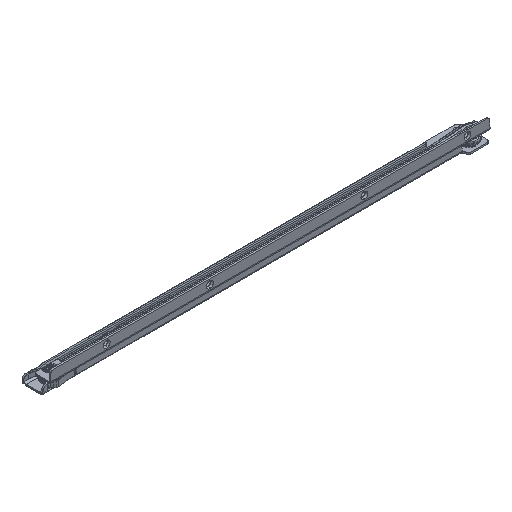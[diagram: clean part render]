
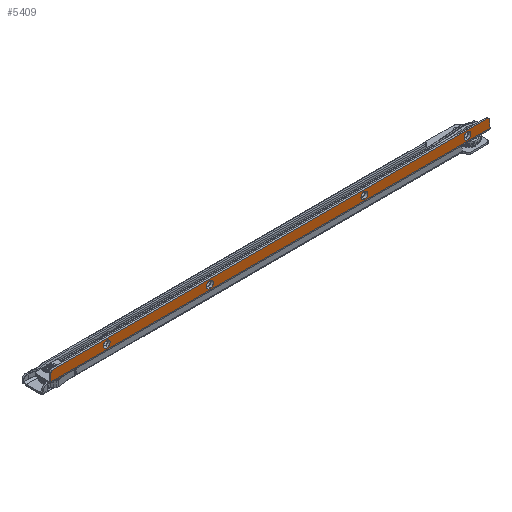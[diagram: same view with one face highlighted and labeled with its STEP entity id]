
A CAD part, isometric view. The second image highlights one B-rep face of the part: STEP entity #5409.
In plain terms, the highlighted planar face has unit normal (0, -1, 0).
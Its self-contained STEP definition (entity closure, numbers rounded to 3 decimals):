
#123 = CIRCLE ( 'NONE', #9963, 4.25 ) ;
#200 = CARTESIAN_POINT ( 'NONE',  ( 0., -8.95, 12.826 ) ) ;
#403 = AXIS2_PLACEMENT_3D ( 'NONE', #16781, #4668, #15623 ) ;
#583 = LINE ( 'NONE', #8521, #6221 ) ;
#777 = ORIENTED_EDGE ( 'NONE', *, *, #7598, .T. ) ;
#924 = AXIS2_PLACEMENT_3D ( 'NONE', #12548, #10246, #15663 ) ;
#1225 = DIRECTION ( 'NONE',  ( 0., -1., 0. ) ) ;
#1314 = EDGE_LOOP ( 'NONE', ( #16169, #6318 ) ) ;
#1611 = CARTESIAN_POINT ( 'NONE',  ( 517.5, -8.95, 10.75 ) ) ;
#1695 = ORIENTED_EDGE ( 'NONE', *, *, #10823, .F. ) ;
#1778 = CIRCLE ( 'NONE', #10776, 4.25 ) ;
#2200 = CARTESIAN_POINT ( 'NONE',  ( 0., -8.95, 0.5 ) ) ;
#2273 = CARTESIAN_POINT ( 'NONE',  ( 197.5, -8.95, 6.5 ) ) ;
#2279 = FACE_OUTER_BOUND ( 'NONE', #5435, .T. ) ;
#2414 = VERTEX_POINT ( 'NONE', #3429 ) ;
#2429 = DIRECTION ( 'NONE',  ( 0., 1., 0. ) ) ;
#2535 = CARTESIAN_POINT ( 'NONE',  ( 197.5, -8.95, 6.5 ) ) ;
#2772 = EDGE_CURVE ( 'NONE', #7519, #16611, #583, .T. ) ;
#2877 = ORIENTED_EDGE ( 'NONE', *, *, #4208, .T. ) ;
#2890 = CARTESIAN_POINT ( 'NONE',  ( 545.5, -8.95, 0.5 ) ) ;
#2917 = CIRCLE ( 'NONE', #924, 4.25 ) ;
#2969 = LINE ( 'NONE', #16138, #3206 ) ;
#3100 = DIRECTION ( 'NONE',  ( 0., 0., -1. ) ) ;
#3114 = LINE ( 'NONE', #200, #13578 ) ;
#3206 = VECTOR ( 'NONE', #8145, 1000. ) ;
#3214 = VECTOR ( 'NONE', #17052, 1000. ) ;
#3298 = DIRECTION ( 'NONE',  ( 0., 1., 0. ) ) ;
#3429 = CARTESIAN_POINT ( 'NONE',  ( 517.5, -8.95, 2.25 ) ) ;
#3780 = VERTEX_POINT ( 'NONE', #15577 ) ;
#3786 = FACE_BOUND ( 'NONE', #11902, .T. ) ;
#3922 = CARTESIAN_POINT ( 'NONE',  ( 389.5, -8.95, 6.5 ) ) ;
#3974 = VERTEX_POINT ( 'NONE', #5316 ) ;
#4132 = VECTOR ( 'NONE', #6759, 1000. ) ;
#4208 = EDGE_CURVE ( 'NONE', #14930, #12635, #14138, .T. ) ;
#4353 = ORIENTED_EDGE ( 'NONE', *, *, #2772, .F. ) ;
#4438 = VERTEX_POINT ( 'NONE', #10723 ) ;
#4593 = CIRCLE ( 'NONE', #13851, 4.25 ) ;
#4596 = CIRCLE ( 'NONE', #11329, 4.25 ) ;
#4647 = CARTESIAN_POINT ( 'NONE',  ( 545.5, -8.95, 8.826 ) ) ;
#4668 = DIRECTION ( 'NONE',  ( 0., 1., 0. ) ) ;
#4870 = AXIS2_PLACEMENT_3D ( 'NONE', #2273, #6605, #7639 ) ;
#4926 = DIRECTION ( 'NONE',  ( -1., 0., 0. ) ) ;
#4962 = CARTESIAN_POINT ( 'NONE',  ( 541.5, -8.95, 8.826 ) ) ;
#5067 = CARTESIAN_POINT ( 'NONE',  ( 0., -8.95, 8.826 ) ) ;
#5083 = CARTESIAN_POINT ( 'NONE',  ( 543.5, -8.95, 12.29 ) ) ;
#5085 = CARTESIAN_POINT ( 'NONE',  ( 197.5, -8.95, 10.75 ) ) ;
#5241 = CARTESIAN_POINT ( 'NONE',  ( 389.5, -8.95, 10.75 ) ) ;
#5316 = CARTESIAN_POINT ( 'NONE',  ( 2.928, -8.95, 12.826 ) ) ;
#5409 = ADVANCED_FACE ( 'NONE', ( #14326, #14596, #3786, #10645, #2279 ), #11860, .T. ) ;
#5435 = EDGE_LOOP ( 'NONE', ( #4353, #17002, #1695, #5558, #7048, #13647, #15502, #15164 ) ) ;
#5558 = ORIENTED_EDGE ( 'NONE', *, *, #16869, .T. ) ;
#5591 = DIRECTION ( 'NONE',  ( 1., 0., 0. ) ) ;
#5742 = AXIS2_PLACEMENT_3D ( 'NONE', #10222, #14766, #6594 ) ;
#5940 = CARTESIAN_POINT ( 'NONE',  ( 69.5, -8.95, 6.5 ) ) ;
#6221 = VECTOR ( 'NONE', #11316, 1000. ) ;
#6275 = DIRECTION ( 'NONE',  ( -1., 0., 0. ) ) ;
#6318 = ORIENTED_EDGE ( 'NONE', *, *, #14801, .T. ) ;
#6401 = LINE ( 'NONE', #5083, #4132 ) ;
#6594 = DIRECTION ( 'NONE',  ( 0., 0., -1. ) ) ;
#6605 = DIRECTION ( 'NONE',  ( 0., 1., 0. ) ) ;
#6697 = DIRECTION ( 'NONE',  ( 0., 1., 0. ) ) ;
#6759 = DIRECTION ( 'NONE',  ( -0.866, 0., 0.5 ) ) ;
#6764 = DIRECTION ( 'NONE',  ( -0.866, 0., -0.5 ) ) ;
#6809 = EDGE_LOOP ( 'NONE', ( #7459, #10907 ) ) ;
#7048 = ORIENTED_EDGE ( 'NONE', *, *, #9217, .T. ) ;
#7394 = AXIS2_PLACEMENT_3D ( 'NONE', #17321, #1225, #17043 ) ;
#7459 = ORIENTED_EDGE ( 'NONE', *, *, #10319, .T. ) ;
#7519 = VERTEX_POINT ( 'NONE', #2200 ) ;
#7535 = ORIENTED_EDGE ( 'NONE', *, *, #15264, .T. ) ;
#7571 = CARTESIAN_POINT ( 'NONE',  ( 0., -8.95, 0.5 ) ) ;
#7598 = EDGE_CURVE ( 'NONE', #14225, #2414, #1778, .T. ) ;
#7639 = DIRECTION ( 'NONE',  ( 0., 0., -1. ) ) ;
#7817 = LINE ( 'NONE', #7903, #12855 ) ;
#7896 = DIRECTION ( 'NONE',  ( 0., 1., 0. ) ) ;
#7903 = CARTESIAN_POINT ( 'NONE',  ( 8., -8.95, 15.754 ) ) ;
#8145 = DIRECTION ( 'NONE',  ( 0., 0., -1. ) ) ;
#8521 = CARTESIAN_POINT ( 'NONE',  ( 0., -8.95, 12.826 ) ) ;
#8631 = CARTESIAN_POINT ( 'NONE',  ( 389.5, -8.95, 2.25 ) ) ;
#9009 = DIRECTION ( 'NONE',  ( 0., 0., -1. ) ) ;
#9217 = EDGE_CURVE ( 'NONE', #4438, #14080, #6401, .T. ) ;
#9269 = CARTESIAN_POINT ( 'NONE',  ( 542.572, -8.95, 12.826 ) ) ;
#9963 = AXIS2_PLACEMENT_3D ( 'NONE', #5940, #3298, #14024 ) ;
#10222 = CARTESIAN_POINT ( 'NONE',  ( 389.5, -8.95, 6.5 ) ) ;
#10246 = DIRECTION ( 'NONE',  ( 0., 1., 0. ) ) ;
#10319 = EDGE_CURVE ( 'NONE', #14783, #16986, #14695, .T. ) ;
#10368 = CIRCLE ( 'NONE', #13167, 4. ) ;
#10622 = EDGE_CURVE ( 'NONE', #16986, #14783, #4596, .T. ) ;
#10637 = CIRCLE ( 'NONE', #15664, 4. ) ;
#10645 = FACE_BOUND ( 'NONE', #1314, .T. ) ;
#10723 = CARTESIAN_POINT ( 'NONE',  ( 543.5, -8.95, 12.29 ) ) ;
#10776 = AXIS2_PLACEMENT_3D ( 'NONE', #13004, #6697, #3100 ) ;
#10823 = EDGE_CURVE ( 'NONE', #16468, #15101, #2969, .T. ) ;
#10907 = ORIENTED_EDGE ( 'NONE', *, *, #10622, .T. ) ;
#11013 = ORIENTED_EDGE ( 'NONE', *, *, #13332, .T. ) ;
#11316 = DIRECTION ( 'NONE',  ( 0., 0., 1. ) ) ;
#11329 = AXIS2_PLACEMENT_3D ( 'NONE', #3922, #2429, #9009 ) ;
#11645 = DIRECTION ( 'NONE',  ( 0., -1., 0. ) ) ;
#11849 = CARTESIAN_POINT ( 'NONE',  ( 2., -8.95, 12.29 ) ) ;
#11860 = PLANE ( 'NONE',  #7394 ) ;
#11902 = EDGE_LOOP ( 'NONE', ( #11013, #2877 ) ) ;
#12548 = CARTESIAN_POINT ( 'NONE',  ( 517.5, -8.95, 6.5 ) ) ;
#12635 = VERTEX_POINT ( 'NONE', #16217 ) ;
#12784 = EDGE_CURVE ( 'NONE', #14285, #3780, #123, .T. ) ;
#12855 = VECTOR ( 'NONE', #6764, 1000. ) ;
#13004 = CARTESIAN_POINT ( 'NONE',  ( 517.5, -8.95, 6.5 ) ) ;
#13167 = AXIS2_PLACEMENT_3D ( 'NONE', #17037, #16788, #4926 ) ;
#13249 = DIRECTION ( 'NONE',  ( 0., 0., -1. ) ) ;
#13332 = EDGE_CURVE ( 'NONE', #12635, #14930, #4593, .T. ) ;
#13578 = VECTOR ( 'NONE', #5591, 1000. ) ;
#13647 = ORIENTED_EDGE ( 'NONE', *, *, #15415, .F. ) ;
#13851 = AXIS2_PLACEMENT_3D ( 'NONE', #2535, #7896, #13249 ) ;
#14010 = CARTESIAN_POINT ( 'NONE',  ( 69.5, -8.95, 2.25 ) ) ;
#14024 = DIRECTION ( 'NONE',  ( 0., 0., -1. ) ) ;
#14080 = VERTEX_POINT ( 'NONE', #9269 ) ;
#14138 = CIRCLE ( 'NONE', #4870, 4.25 ) ;
#14225 = VERTEX_POINT ( 'NONE', #1611 ) ;
#14245 = EDGE_LOOP ( 'NONE', ( #7535, #777 ) ) ;
#14285 = VERTEX_POINT ( 'NONE', #14010 ) ;
#14326 = FACE_BOUND ( 'NONE', #14245, .T. ) ;
#14333 = LINE ( 'NONE', #7571, #3214 ) ;
#14450 = EDGE_CURVE ( 'NONE', #7519, #15101, #14333, .T. ) ;
#14596 = FACE_BOUND ( 'NONE', #6809, .T. ) ;
#14695 = CIRCLE ( 'NONE', #5742, 4.25 ) ;
#14766 = DIRECTION ( 'NONE',  ( 0., 1., 0. ) ) ;
#14783 = VERTEX_POINT ( 'NONE', #8631 ) ;
#14801 = EDGE_CURVE ( 'NONE', #3780, #14285, #16355, .T. ) ;
#14930 = VERTEX_POINT ( 'NONE', #5085 ) ;
#15101 = VERTEX_POINT ( 'NONE', #2890 ) ;
#15164 = ORIENTED_EDGE ( 'NONE', *, *, #17158, .T. ) ;
#15264 = EDGE_CURVE ( 'NONE', #2414, #14225, #2917, .T. ) ;
#15415 = EDGE_CURVE ( 'NONE', #3974, #14080, #3114, .T. ) ;
#15502 = ORIENTED_EDGE ( 'NONE', *, *, #16163, .T. ) ;
#15577 = CARTESIAN_POINT ( 'NONE',  ( 69.5, -8.95, 10.75 ) ) ;
#15623 = DIRECTION ( 'NONE',  ( 0., 0., -1. ) ) ;
#15663 = DIRECTION ( 'NONE',  ( 0., 0., -1. ) ) ;
#15664 = AXIS2_PLACEMENT_3D ( 'NONE', #4962, #11645, #6275 ) ;
#16138 = CARTESIAN_POINT ( 'NONE',  ( 545.5, -8.95, 12.826 ) ) ;
#16163 = EDGE_CURVE ( 'NONE', #3974, #16174, #7817, .T. ) ;
#16169 = ORIENTED_EDGE ( 'NONE', *, *, #12784, .T. ) ;
#16174 = VERTEX_POINT ( 'NONE', #11849 ) ;
#16217 = CARTESIAN_POINT ( 'NONE',  ( 197.5, -8.95, 2.25 ) ) ;
#16355 = CIRCLE ( 'NONE', #403, 4.25 ) ;
#16468 = VERTEX_POINT ( 'NONE', #4647 ) ;
#16611 = VERTEX_POINT ( 'NONE', #5067 ) ;
#16781 = CARTESIAN_POINT ( 'NONE',  ( 69.5, -8.95, 6.5 ) ) ;
#16788 = DIRECTION ( 'NONE',  ( 0., -1., 0. ) ) ;
#16869 = EDGE_CURVE ( 'NONE', #16468, #4438, #10637, .T. ) ;
#16986 = VERTEX_POINT ( 'NONE', #5241 ) ;
#17002 = ORIENTED_EDGE ( 'NONE', *, *, #14450, .T. ) ;
#17037 = CARTESIAN_POINT ( 'NONE',  ( 4., -8.95, 8.826 ) ) ;
#17043 = DIRECTION ( 'NONE',  ( -1., 0., 0. ) ) ;
#17052 = DIRECTION ( 'NONE',  ( 1., 0., 0. ) ) ;
#17158 = EDGE_CURVE ( 'NONE', #16174, #16611, #10368, .T. ) ;
#17321 = CARTESIAN_POINT ( 'NONE',  ( 0., -8.95, -29.674 ) ) ;
